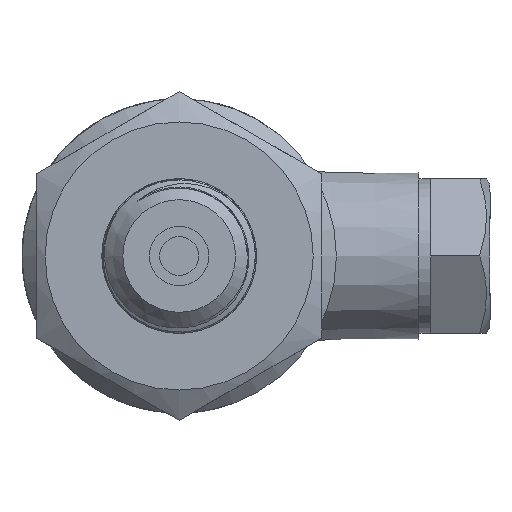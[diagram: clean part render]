
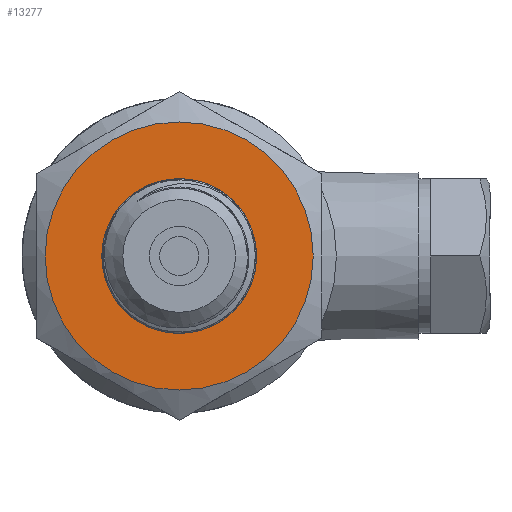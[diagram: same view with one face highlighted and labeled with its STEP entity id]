
A CAD part, left-side view. The second image highlights one B-rep face of the part: STEP entity #13277.
In plain terms, the highlighted planar face has unit normal (-1, 0, 0).
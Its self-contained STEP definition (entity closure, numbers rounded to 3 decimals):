
#1198=FACE_BOUND('',#4007,.T.);
#3220=FACE_OUTER_BOUND('',#4006,.T.);
#4006=EDGE_LOOP('',(#8980));
#4007=EDGE_LOOP('',(#8981));
#4840=CIRCLE('',#14132,11.3);
#4841=CIRCLE('',#14133,6.5);
#5381=VERTEX_POINT('',#19024);
#5382=VERTEX_POINT('',#19026);
#6817=EDGE_CURVE('',#5381,#5381,#4840,.T.);
#6818=EDGE_CURVE('',#5382,#5382,#4841,.T.);
#8980=ORIENTED_EDGE('',*,*,#6817,.T.);
#8981=ORIENTED_EDGE('',*,*,#6818,.T.);
#13107=PLANE('',#14131);
#13277=ADVANCED_FACE('',(#3220,#1198),#13107,.T.);
#14131=AXIS2_PLACEMENT_3D('',#19023,#15168,#15169);
#14132=AXIS2_PLACEMENT_3D('',#19025,#15170,#15171);
#14133=AXIS2_PLACEMENT_3D('',#19027,#15172,#15173);
#15168=DIRECTION('center_axis',(-1.,0.,0.));
#15169=DIRECTION('ref_axis',(0.,0.,1.));
#15170=DIRECTION('center_axis',(-1.,0.,0.));
#15171=DIRECTION('ref_axis',(0.,1.,0.));
#15172=DIRECTION('center_axis',(1.,0.,0.));
#15173=DIRECTION('ref_axis',(0.,0.,-1.));
#19023=CARTESIAN_POINT('Origin',(15.,12.,0.));
#19024=CARTESIAN_POINT('',(15.,-11.3,0.));
#19025=CARTESIAN_POINT('Origin',(15.,0.,0.));
#19026=CARTESIAN_POINT('',(15.,0.,6.5));
#19027=CARTESIAN_POINT('Origin',(15.,0.,0.));
